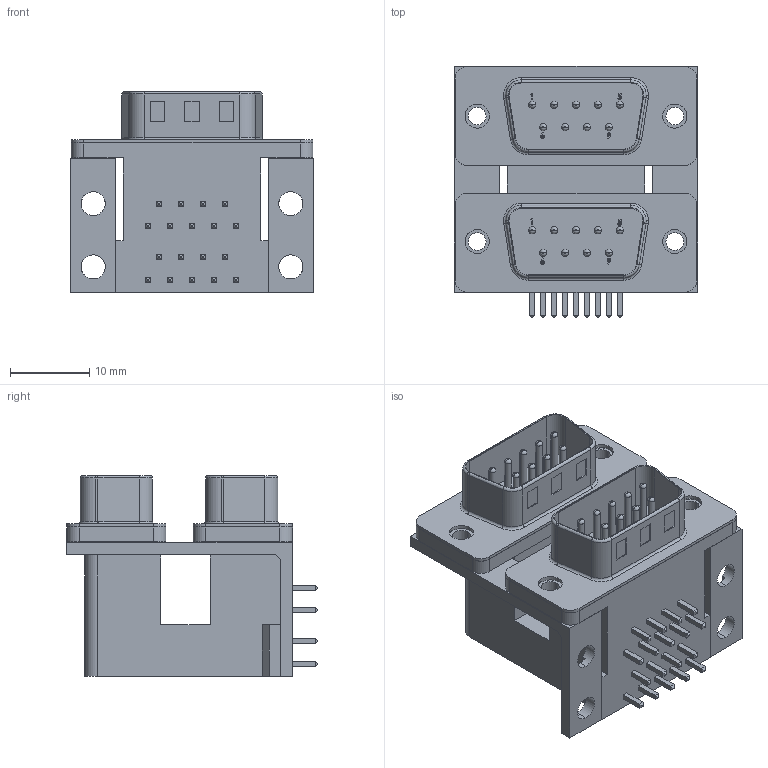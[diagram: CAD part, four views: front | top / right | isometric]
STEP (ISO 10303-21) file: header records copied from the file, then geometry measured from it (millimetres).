
FILE_DESCRIPTION (( 'STEP AP214' ), '1' );
FILE_NAME ('189-009-613.STEP', '2015-07-13T14:54:03', ( '' ), ( '' ), 'SwSTEP 2.0', 'SolidWorks 2014', '' );
FILE_SCHEMA (( 'AUTOMOTIVE_DESIGN' ));
Length unit declared in the file: inch
Products named in the file (1): 189-009-613
Bounding box: 30.81 x 31.78 x 25.4 mm (x, y, z)
Volume: 9353.5 mm3; surface area: 7481.2 mm2
Topology: 1 solids, 1 shells, 613 faces, 1498 edges, 950 vertices
Faces by surface type: plane 387, cylinder 122, torus 56, bspline 48
Entity records: 22069 total; most frequent: CARTESIAN_POINT 5766, ORIENTED_EDGE 2996, DIRECTION 2900, EDGE_CURVE 1498, VECTOR 1036, LINE 1036, VERTEX_POINT 950, AXIS2_PLACEMENT_3D 932
